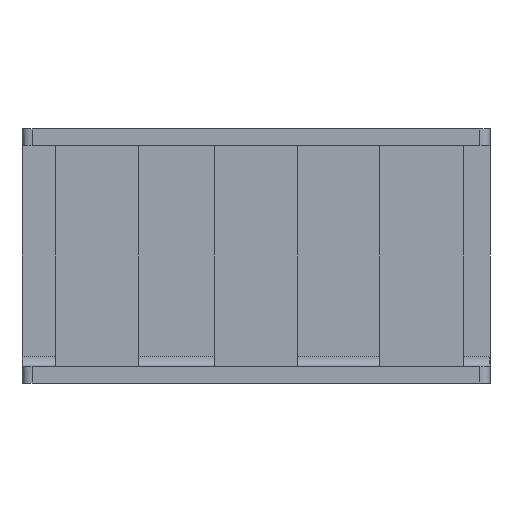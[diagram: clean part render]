
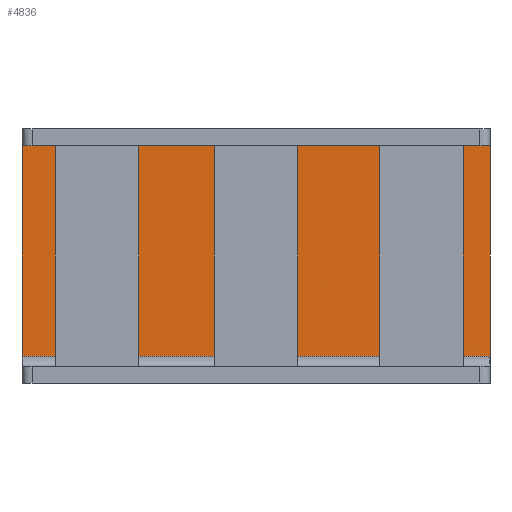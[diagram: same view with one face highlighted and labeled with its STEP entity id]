
A CAD part, front view. The second image highlights one B-rep face of the part: STEP entity #4836.
In plain terms, the highlighted planar face has unit normal (0, -1, 0).
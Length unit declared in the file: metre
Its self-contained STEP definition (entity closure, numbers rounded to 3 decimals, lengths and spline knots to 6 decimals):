
#152=CIRCLE('',#5118,0.0025);
#154=CIRCLE('',#5121,0.0025);
#156=CIRCLE('',#5124,0.0025);
#282=B_SPLINE_CURVE_WITH_KNOTS('',3,(#6961,#6962,#6963,#6964),
 .UNSPECIFIED.,.F.,.F.,(4,4),(0.,1.),.UNSPECIFIED.);
#687=ORIENTED_EDGE('',*,*,#2170,.T.);
#688=ORIENTED_EDGE('',*,*,#2173,.T.);
#689=ORIENTED_EDGE('',*,*,#2160,.F.);
#690=ORIENTED_EDGE('',*,*,#2112,.F.);
#691=ORIENTED_EDGE('',*,*,#2166,.T.);
#692=ORIENTED_EDGE('',*,*,#2164,.T.);
#693=ORIENTED_EDGE('',*,*,#2162,.T.);
#2112=EDGE_CURVE('',#2859,#2855,#3250,.T.);
#2160=EDGE_CURVE('',#2855,#2904,#3291,.T.);
#2162=EDGE_CURVE('',#2905,#2905,#152,.T.);
#2164=EDGE_CURVE('',#2907,#2907,#154,.T.);
#2166=EDGE_CURVE('',#2909,#2909,#156,.T.);
#2170=EDGE_CURVE('',#2859,#2911,#3292,.T.);
#2173=EDGE_CURVE('',#2911,#2904,#282,.T.);
#2855=VERTEX_POINT('',#6714);
#2859=VERTEX_POINT('',#6752);
#2904=VERTEX_POINT('',#6918);
#2905=VERTEX_POINT('',#6928);
#2907=VERTEX_POINT('',#6933);
#2909=VERTEX_POINT('',#6938);
#2911=VERTEX_POINT('',#6953);
#3250=LINE('',#6753,#3723);
#3291=LINE('',#6917,#3764);
#3292=LINE('',#6954,#3765);
#3723=VECTOR('',#5389,1.);
#3764=VECTOR('',#5436,1.);
#3765=VECTOR('',#5457,1.);
#4134=EDGE_LOOP('',(#687,#688,#689,#690));
#4135=EDGE_LOOP('',(#691));
#4136=EDGE_LOOP('',(#692));
#4137=EDGE_LOOP('',(#693));
#4429=FACE_BOUND('',#4134,.T.);
#4430=FACE_BOUND('',#4135,.T.);
#4431=FACE_BOUND('',#4136,.T.);
#4432=FACE_BOUND('',#4137,.T.);
#4701=PLANE('',#5127);
#4836=ADVANCED_FACE('',(#4429,#4430,#4431,#4432),#4701,.T.);
#5118=AXIS2_PLACEMENT_3D('',#6927,#5439,#5440);
#5121=AXIS2_PLACEMENT_3D('',#6932,#5445,#5446);
#5124=AXIS2_PLACEMENT_3D('',#6937,#5451,#5452);
#5127=AXIS2_PLACEMENT_3D('',#6960,#5459,#5460);
#5389=DIRECTION('',(1.,0.,0.));
#5436=DIRECTION('',(0.,0.,-1.));
#5439=DIRECTION('',(0.,1.,0.));
#5440=DIRECTION('',(0.,0.,1.));
#5445=DIRECTION('',(0.,1.,0.));
#5446=DIRECTION('',(0.,0.,1.));
#5451=DIRECTION('',(0.,1.,0.));
#5452=DIRECTION('',(0.,0.,1.));
#5457=DIRECTION('',(0.,0.,-1.));
#5459=DIRECTION('',(0.,-1.,0.));
#5460=DIRECTION('',(1.,0.,0.));
#6714=CARTESIAN_POINT('',(0.07,0.142,0.076));
#6752=CARTESIAN_POINT('',(-0.07,0.142,0.076));
#6753=CARTESIAN_POINT('',(0.,0.142,0.076));
#6917=CARTESIAN_POINT('',(0.07,0.142,0.0405));
#6918=CARTESIAN_POINT('',(0.07,0.142,0.013));
#6927=CARTESIAN_POINT('',(-0.04,0.142,0.0455));
#6928=CARTESIAN_POINT('',(-0.04,0.142,0.048));
#6932=CARTESIAN_POINT('',(0.,0.142,0.0455));
#6933=CARTESIAN_POINT('',(0.,0.142,0.048));
#6937=CARTESIAN_POINT('',(0.04,0.142,0.0455));
#6938=CARTESIAN_POINT('',(0.04,0.142,0.048));
#6953=CARTESIAN_POINT('',(-0.07,0.142,0.013));
#6954=CARTESIAN_POINT('',(-0.07,0.142,0.0405));
#6960=CARTESIAN_POINT('',(0.,0.142,0.043));
#6961=CARTESIAN_POINT('',(-0.07,0.142,0.013));
#6962=CARTESIAN_POINT('',(-0.023333,0.142,0.013));
#6963=CARTESIAN_POINT('',(0.023333,0.142,0.013));
#6964=CARTESIAN_POINT('',(0.07,0.142,0.013));
